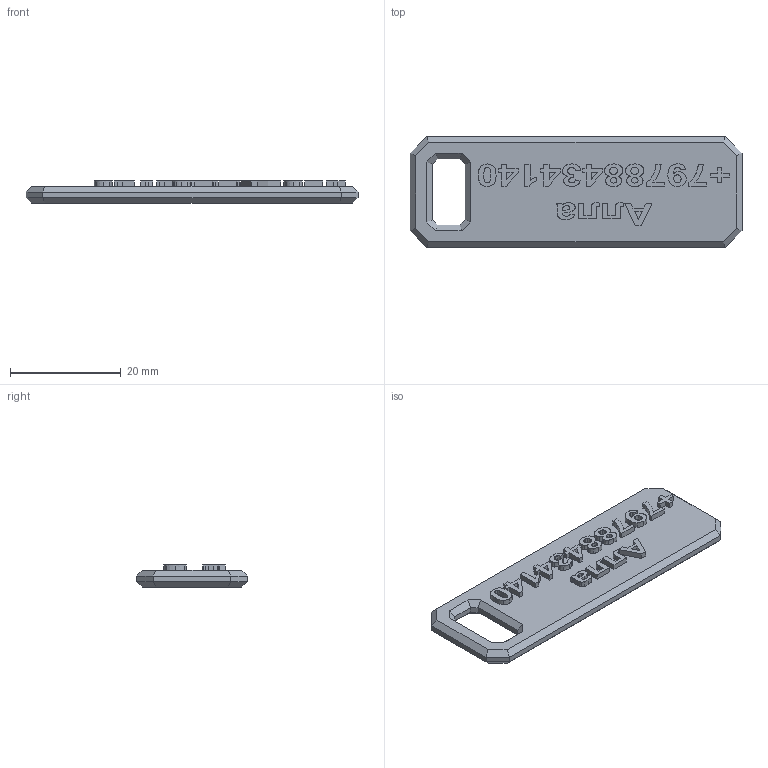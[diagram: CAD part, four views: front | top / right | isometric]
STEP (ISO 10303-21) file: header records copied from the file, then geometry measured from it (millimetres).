
FILE_DESCRIPTION(('STEP AP242'), '1');
FILE_NAME('item keychain Âàñèëüåâà ÌÃ', '', ('UNSPECIFIED'), ('UNSPECIFIED'), 'C3D Converter', 'C3D Toolkit', '');
FILE_SCHEMA(('AP242_MANAGED_MODEL_BASED_3D_ENGINEERING_MIM_LF { 1 0 10303 442 1 1 4 }'));
Length unit declared in the file: millimetre
Bounding box: 60 x 20 x 4 mm (x, y, z)
Volume: 3257.4 mm3; surface area: 2851.5 mm2
Topology: 1 solids, 1 shells, 372 faces, 997 edges, 654 vertices
Faces by surface type: extrusion 190, plane 182
Entity records: 11744 total; most frequent: CARTESIAN_POINT 3164, ORIENTED_EDGE 1994, DIRECTION 1173, EDGE_CURVE 997, VECTOR 807, VERTEX_POINT 654, LINE 617, B_SPLINE_CURVE_WITH_KNOTS 570
